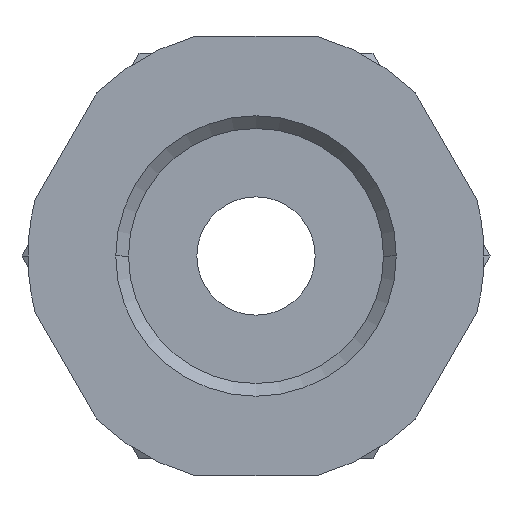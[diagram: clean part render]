
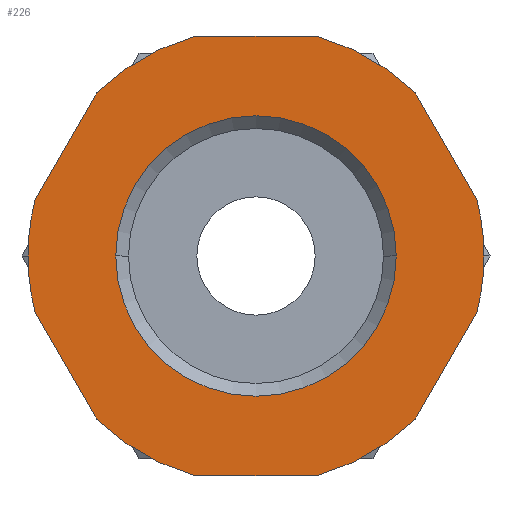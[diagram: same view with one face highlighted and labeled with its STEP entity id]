
A CAD part, front view. The second image highlights one B-rep face of the part: STEP entity #226.
In plain terms, the highlighted planar face has unit normal (0, -1, 0).
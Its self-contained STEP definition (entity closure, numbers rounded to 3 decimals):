
#226=ADVANCED_FACE('',(#458,#459),#460,.T.);
#458=FACE_BOUND('',#689,.T.);
#459=FACE_OUTER_BOUND('',#690,.T.);
#460=PLANE('',#691);
#689=EDGE_LOOP('',(#1252,#1253));
#690=EDGE_LOOP('',(#1254,#1255,#1256,#1257,#1258,#1259,#1260,#1261,#1262,#1263,#1264,#1265,#1266,#1267));
#691=AXIS2_PLACEMENT_3D('',#1268,#1269,#1270);
#1252=ORIENTED_EDGE('',*,*,#1500,.T.);
#1253=ORIENTED_EDGE('',*,*,#1543,.T.);
#1254=ORIENTED_EDGE('',*,*,#1459,.T.);
#1255=ORIENTED_EDGE('',*,*,#1399,.F.);
#1256=ORIENTED_EDGE('',*,*,#1350,.T.);
#1257=ORIENTED_EDGE('',*,*,#1489,.F.);
#1258=ORIENTED_EDGE('',*,*,#1393,.T.);
#1259=ORIENTED_EDGE('',*,*,#1322,.F.);
#1260=ORIENTED_EDGE('',*,*,#1526,.F.);
#1261=ORIENTED_EDGE('',*,*,#1538,.T.);
#1262=ORIENTED_EDGE('',*,*,#1473,.F.);
#1263=ORIENTED_EDGE('',*,*,#1435,.T.);
#1264=ORIENTED_EDGE('',*,*,#1334,.F.);
#1265=ORIENTED_EDGE('',*,*,#1493,.T.);
#1266=ORIENTED_EDGE('',*,*,#1414,.F.);
#1267=ORIENTED_EDGE('',*,*,#1510,.F.);
#1268=CARTESIAN_POINT('',(6.75,0.0,0.0));
#1269=DIRECTION('',(-0.0,-1.0,-0.0));
#1270=DIRECTION('',(-1.0,0.0,0.0));
#1322=EDGE_CURVE('',#1553,#1556,#1557,.T.);
#1334=EDGE_CURVE('',#1576,#1571,#1578,.T.);
#1350=EDGE_CURVE('',#1606,#1603,#1607,.T.);
#1393=EDGE_CURVE('',#1676,#1556,#1677,.T.);
#1399=EDGE_CURVE('',#1606,#1682,#1686,.T.);
#1414=EDGE_CURVE('',#1708,#1710,#1711,.T.);
#1435=EDGE_CURVE('',#1741,#1571,#1742,.T.);
#1459=EDGE_CURVE('',#1775,#1682,#1776,.T.);
#1473=EDGE_CURVE('',#1741,#1790,#1792,.T.);
#1489=EDGE_CURVE('',#1676,#1603,#1808,.T.);
#1493=EDGE_CURVE('',#1576,#1710,#1812,.T.);
#1500=EDGE_CURVE('',#1821,#1819,#1822,.T.);
#1510=EDGE_CURVE('',#1775,#1708,#1834,.T.);
#1526=EDGE_CURVE('',#1851,#1553,#1853,.T.);
#1538=EDGE_CURVE('',#1851,#1790,#1866,.T.);
#1543=EDGE_CURVE('',#1819,#1821,#1871,.T.);
#1553=VERTEX_POINT('',#1881);
#1556=VERTEX_POINT('',#1885);
#1557=CIRCLE('',#1886,13.5);
#1571=VERTEX_POINT('',#1903);
#1576=VERTEX_POINT('',#1909);
#1578=CIRCLE('',#1912,13.5);
#1603=VERTEX_POINT('',#1983);
#1606=VERTEX_POINT('',#1987);
#1607=LINE('',#1988,#1989);
#1676=VERTEX_POINT('',#2180);
#1677=LINE('',#2181,#2182);
#1682=VERTEX_POINT('',#2189);
#1686=CIRCLE('',#2194,13.5);
#1708=VERTEX_POINT('',#2220);
#1710=VERTEX_POINT('',#2223);
#1711=CIRCLE('',#2224,13.5);
#1741=VERTEX_POINT('',#2281);
#1742=LINE('',#2282,#2283);
#1775=VERTEX_POINT('',#2341);
#1776=LINE('',#2342,#2343);
#1790=VERTEX_POINT('',#2384);
#1792=CIRCLE('',#2387,13.5);
#1808=CIRCLE('',#2418,13.5);
#1812=LINE('',#2423,#2424);
#1819=VERTEX_POINT('',#2454);
#1821=VERTEX_POINT('',#2457);
#1822=CIRCLE('',#2458,8.305);
#1834=CIRCLE('',#2473,13.5);
#1851=VERTEX_POINT('',#2492);
#1853=CIRCLE('',#2495,13.5);
#1866=LINE('',#2520,#2521);
#1871=CIRCLE('',#2527,8.305);
#1881=CARTESIAN_POINT('',(13.5,0.0,0.));
#1885=CARTESIAN_POINT('',(13.078,0.0,-3.348));
#1886=AXIS2_PLACEMENT_3D('',#2537,#2538,#2539);
#1903=CARTESIAN_POINT('',(-3.64,0.0,13.0));
#1909=CARTESIAN_POINT('',(-9.438,0.0,9.652));
#1912=AXIS2_PLACEMENT_3D('',#2557,#2558,#2559);
#1983=CARTESIAN_POINT('',(3.64,0.0,-13.0));
#1987=CARTESIAN_POINT('',(-3.64,0.0,-13.0));
#1988=CARTESIAN_POINT('',(3.375,0.0,-13.0));
#1989=VECTOR('',#2575,1.0);
#2180=CARTESIAN_POINT('',(9.438,0.0,-9.652));
#2181=CARTESIAN_POINT('',(12.102,0.0,-5.039));
#2182=VECTOR('',#2621,1.0);
#2189=CARTESIAN_POINT('',(-9.438,0.0,-9.652));
#2194=AXIS2_PLACEMENT_3D('',#2628,#2629,#2630);
#2220=CARTESIAN_POINT('',(-13.5,0.0,0.));
#2223=CARTESIAN_POINT('',(-13.078,0.0,3.348));
#2224=AXIS2_PLACEMENT_3D('',#2657,#2658,#2659);
#2281=CARTESIAN_POINT('',(3.64,0.0,13.0));
#2282=CARTESIAN_POINT('',(3.375,0.0,13.0));
#2283=VECTOR('',#2686,1.0);
#2341=CARTESIAN_POINT('',(-13.078,0.0,-3.348));
#2342=CARTESIAN_POINT('',(-10.415,0.0,-7.961));
#2343=VECTOR('',#2729,1.0);
#2384=CARTESIAN_POINT('',(9.438,0.0,9.652));
#2387=AXIS2_PLACEMENT_3D('',#2739,#2740,#2741);
#2418=AXIS2_PLACEMENT_3D('',#2755,#2756,#2757);
#2423=CARTESIAN_POINT('',(-10.415,0.0,7.961));
#2424=VECTOR('',#2759,1.0);
#2454=CARTESIAN_POINT('',(8.305,0.0,0.));
#2457=CARTESIAN_POINT('',(-8.305,0.0,0.));
#2458=AXIS2_PLACEMENT_3D('',#2762,#2763,#2764);
#2473=AXIS2_PLACEMENT_3D('',#2777,#2778,#2779);
#2492=CARTESIAN_POINT('',(13.078,0.0,3.348));
#2495=AXIS2_PLACEMENT_3D('',#2795,#2796,#2797);
#2520=CARTESIAN_POINT('',(12.102,0.0,5.039));
#2521=VECTOR('',#2805,1.0);
#2527=AXIS2_PLACEMENT_3D('',#2810,#2811,#2812);
#2537=CARTESIAN_POINT('',(0.0,0.0,0.0));
#2538=DIRECTION('',(-0.0,1.0,0.0));
#2539=DIRECTION('',(1.0,0.0,0.0));
#2557=CARTESIAN_POINT('',(0.0,0.0,0.0));
#2558=DIRECTION('',(-0.0,1.0,0.0));
#2559=DIRECTION('',(1.0,0.0,0.0));
#2575=DIRECTION('',(1.0,-0.0,0.0));
#2621=DIRECTION('',(0.5,-0.0,0.866));
#2628=CARTESIAN_POINT('',(0.0,0.0,0.0));
#2629=DIRECTION('',(-0.0,1.0,0.0));
#2630=DIRECTION('',(1.0,0.0,0.0));
#2657=CARTESIAN_POINT('',(0.0,0.0,0.0));
#2658=DIRECTION('',(-0.0,1.0,0.0));
#2659=DIRECTION('',(1.0,0.0,0.0));
#2686=DIRECTION('',(-1.0,0.0,0.));
#2729=DIRECTION('',(0.5,0.0,-0.866));
#2739=CARTESIAN_POINT('',(0.0,0.0,0.0));
#2740=DIRECTION('',(-0.0,1.0,0.0));
#2741=DIRECTION('',(1.0,0.0,0.0));
#2755=CARTESIAN_POINT('',(0.0,0.0,0.0));
#2756=DIRECTION('',(-0.0,1.0,0.0));
#2757=DIRECTION('',(1.0,0.0,0.0));
#2759=DIRECTION('',(-0.5,0.0,-0.866));
#2762=CARTESIAN_POINT('',(0.0,0.0,0.0));
#2763=DIRECTION('',(-0.0,1.0,0.0));
#2764=DIRECTION('',(1.0,0.0,0.0));
#2777=CARTESIAN_POINT('',(0.0,0.0,0.0));
#2778=DIRECTION('',(-0.0,1.0,0.0));
#2779=DIRECTION('',(1.0,0.0,0.0));
#2795=CARTESIAN_POINT('',(0.0,0.0,0.0));
#2796=DIRECTION('',(-0.0,1.0,0.0));
#2797=DIRECTION('',(1.0,0.0,0.0));
#2805=DIRECTION('',(-0.5,0.0,0.866));
#2810=CARTESIAN_POINT('',(0.0,0.0,0.0));
#2811=DIRECTION('',(-0.0,1.0,0.0));
#2812=DIRECTION('',(1.0,0.0,0.0));
